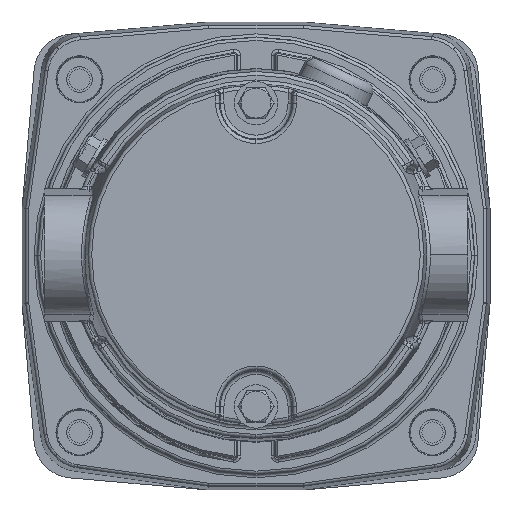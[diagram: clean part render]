
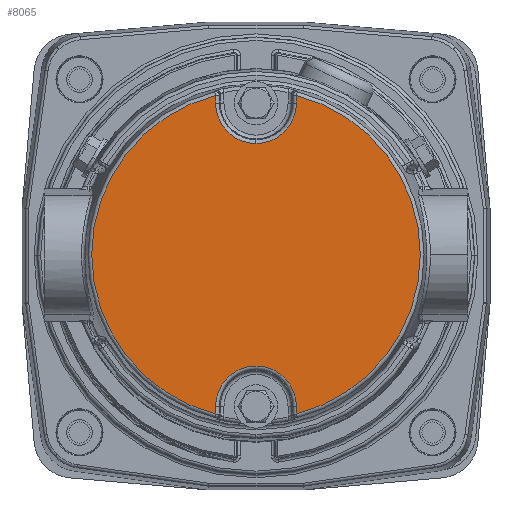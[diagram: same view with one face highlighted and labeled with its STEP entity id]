
A CAD part, top view. The second image highlights one B-rep face of the part: STEP entity #8065.
In plain terms, the highlighted planar face has unit normal (0, 0, 1).
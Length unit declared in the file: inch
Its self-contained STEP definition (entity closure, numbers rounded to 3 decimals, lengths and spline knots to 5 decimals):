
#1363 = VERTEX_POINT ( 'NONE', #2944 ) ;
#1392 = VERTEX_POINT ( 'NONE', #2973 ) ;
#1393 = VERTEX_POINT ( 'NONE', #2974 ) ;
#1395 = VERTEX_POINT ( 'NONE', #2976 ) ;
#1401 = VERTEX_POINT ( 'NONE', #2982 ) ;
#1402 = VERTEX_POINT ( 'NONE', #2983 ) ;
#1403 = VERTEX_POINT ( 'NONE', #2984 ) ;
#1407 = VERTEX_POINT ( 'NONE', #2988 ) ;
#1408 = VERTEX_POINT ( 'NONE', #2989 ) ;
#2944 = CARTESIAN_POINT ( 'NONE', ( 0.32347, -1.27617, 5.836 ) ) ;
#2973 = CARTESIAN_POINT ( 'NONE', ( -0.32347, -1.215, 5.836 ) ) ;
#2974 = CARTESIAN_POINT ( 'NONE', ( -0.32347, 1.27617, 5.836 ) ) ;
#2976 = CARTESIAN_POINT ( 'NONE', ( 0.32347, 1.27617, 5.836 ) ) ;
#2982 = CARTESIAN_POINT ( 'NONE', ( 0.32347, -1.215, 5.836 ) ) ;
#2983 = CARTESIAN_POINT ( 'NONE', ( -0.32347, 1.215, 5.836 ) ) ;
#2984 = CARTESIAN_POINT ( 'NONE', ( -0.32347, -1.27617, 5.836 ) ) ;
#2988 = CARTESIAN_POINT ( 'NONE', ( 0., 0.89153, 5.836 ) ) ;
#2989 = CARTESIAN_POINT ( 'NONE', ( 0.32347, 1.215, 5.836 ) ) ;
#4361 = EDGE_LOOP ( 'NONE', ( #7603, #7604, #7605, #7606, #7607, #7608, #7609, #7610, #7611 ) ) ;
#7603 = ORIENTED_EDGE ( 'NONE', *, *, #7995, .T. ) ;
#7604 = ORIENTED_EDGE ( 'NONE', *, *, #7996, .T. ) ;
#7605 = ORIENTED_EDGE ( 'NONE', *, *, #7997, .T. ) ;
#7606 = ORIENTED_EDGE ( 'NONE', *, *, #7983, .T. ) ;
#7607 = ORIENTED_EDGE ( 'NONE', *, *, #7998, .T. ) ;
#7608 = ORIENTED_EDGE ( 'NONE', *, *, #7999, .T. ) ;
#7609 = ORIENTED_EDGE ( 'NONE', *, *, #8000, .T. ) ;
#7610 = ORIENTED_EDGE ( 'NONE', *, *, #8001, .T. ) ;
#7611 = ORIENTED_EDGE ( 'NONE', *, *, #8002, .T. ) ;
#7983 = EDGE_CURVE ( 'NONE', #1408, #1407, #11634, .T. ) ;
#7995 = EDGE_CURVE ( 'NONE', #1401, #1363, #14283, .T. ) ;
#7996 = EDGE_CURVE ( 'NONE', #1363, #1395, #11662, .T. ) ;
#7997 = EDGE_CURVE ( 'NONE', #1395, #1408, #14294, .T. ) ;
#7998 = EDGE_CURVE ( 'NONE', #1407, #1402, #11665, .T. ) ;
#7999 = EDGE_CURVE ( 'NONE', #1402, #1393, #14300, .T. ) ;
#8000 = EDGE_CURVE ( 'NONE', #1393, #1403, #11668, .T. ) ;
#8001 = EDGE_CURVE ( 'NONE', #1403, #1392, #14306, .T. ) ;
#8002 = EDGE_CURVE ( 'NONE', #1392, #1401, #11671, .T. ) ;
#8065 = ADVANCED_FACE ( 'NONE', ( #14761 ), #14764, .F. ) ;
#11634 = CIRCLE ( 'NONE', #11639, 0.32347 ) ;
#11639 = AXIS2_PLACEMENT_3D ( 'NONE', #14259, #14260, #14261 ) ;
#11660 = VECTOR ( 'NONE', #14299, 39.37008 ) ;
#11662 = CIRCLE ( 'NONE', #11664, 1.31653 ) ;
#11663 = VECTOR ( 'NONE', #14305, 39.37008 ) ;
#11664 = AXIS2_PLACEMENT_3D ( 'NONE', #14302, #14303, #14304 ) ;
#11665 = CIRCLE ( 'NONE', #11667, 0.32347 ) ;
#11666 = VECTOR ( 'NONE', #14311, 39.37008 ) ;
#11667 = AXIS2_PLACEMENT_3D ( 'NONE', #14308, #14309, #14310 ) ;
#11668 = CIRCLE ( 'NONE', #11670, 1.31653 ) ;
#11669 = VECTOR ( 'NONE', #14315, 39.37008 ) ;
#11670 = AXIS2_PLACEMENT_3D ( 'NONE', #14312, #14313, #14314 ) ;
#11671 = CIRCLE ( 'NONE', #11673, 0.32347 ) ;
#11673 = AXIS2_PLACEMENT_3D ( 'NONE', #14316, #14317, #14318 ) ;
#14259 = CARTESIAN_POINT ( 'NONE', ( 0., 1.215, 5.836 ) ) ;
#14260 = DIRECTION ( 'NONE', ( 0., 0., -1. ) ) ;
#14261 = DIRECTION ( 'NONE', ( 0., -1., 0. ) ) ;
#14283 = LINE ( 'NONE', #14290, #11660 ) ;
#14290 = CARTESIAN_POINT ( 'NONE', ( 0.32347, 0., 5.836 ) ) ;
#14294 = LINE ( 'NONE', #14295, #11663 ) ;
#14295 = CARTESIAN_POINT ( 'NONE', ( 0.32347, 0., 5.836 ) ) ;
#14299 = DIRECTION ( 'NONE', ( 0., -1., 0. ) ) ;
#14300 = LINE ( 'NONE', #14301, #11666 ) ;
#14301 = CARTESIAN_POINT ( 'NONE', ( -0.32347, 0., 5.836 ) ) ;
#14302 = CARTESIAN_POINT ( 'NONE', ( 0., 0., 5.836 ) ) ;
#14303 = DIRECTION ( 'NONE', ( 0., 0., 1. ) ) ;
#14304 = DIRECTION ( 'NONE', ( 0., -1., 0. ) ) ;
#14305 = DIRECTION ( 'NONE', ( 0., -1., 0. ) ) ;
#14306 = LINE ( 'NONE', #14307, #11669 ) ;
#14307 = CARTESIAN_POINT ( 'NONE', ( -0.32347, 0., 5.836 ) ) ;
#14308 = CARTESIAN_POINT ( 'NONE', ( 0., 1.215, 5.836 ) ) ;
#14309 = DIRECTION ( 'NONE', ( 0., 0., -1. ) ) ;
#14310 = DIRECTION ( 'NONE', ( 0., -1., 0. ) ) ;
#14311 = DIRECTION ( 'NONE', ( 0., 1., 0. ) ) ;
#14312 = CARTESIAN_POINT ( 'NONE', ( 0., 0., 5.836 ) ) ;
#14313 = DIRECTION ( 'NONE', ( 0., 0., 1. ) ) ;
#14314 = DIRECTION ( 'NONE', ( 0., -1., 0. ) ) ;
#14315 = DIRECTION ( 'NONE', ( 0., 1., 0. ) ) ;
#14316 = CARTESIAN_POINT ( 'NONE', ( 0., -1.215, 5.836 ) ) ;
#14317 = DIRECTION ( 'NONE', ( 0., 0., -1. ) ) ;
#14318 = DIRECTION ( 'NONE', ( 0., -1., 0. ) ) ;
#14760 = CARTESIAN_POINT ( 'NONE', ( -1.345, 0., 5.836 ) ) ;
#14761 = FACE_OUTER_BOUND ( 'NONE', #4361, .T. ) ;
#14764 = PLANE ( 'NONE', #15942 ) ;
#14767 = DIRECTION ( 'NONE', ( 0., 0., -1. ) ) ;
#14768 = DIRECTION ( 'NONE', ( 0., -1., 0. ) ) ;
#15942 = AXIS2_PLACEMENT_3D ( 'NONE', #14760, #14767, #14768 ) ;
